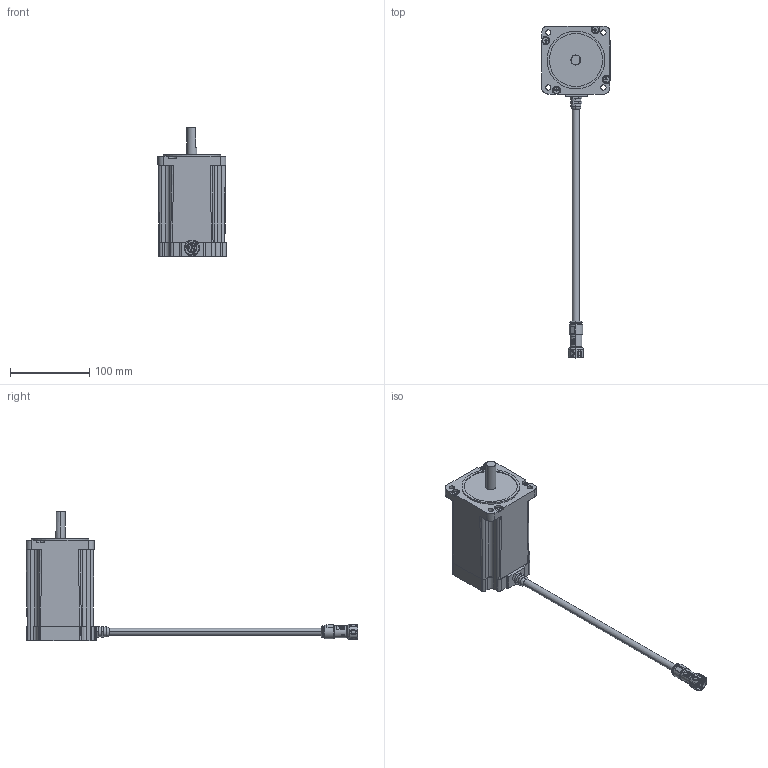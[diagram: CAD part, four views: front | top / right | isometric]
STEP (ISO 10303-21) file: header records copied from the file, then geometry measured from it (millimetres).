
FILE_DESCRIPTION (( 'STEP AP214' ), '1' );
FILE_NAME ('STP-MTRH-34127W.STEP', '2018-12-11T20:21:47', ( '' ), ( '' ), 'SwSTEP 2.0', 'SolidWorks 2017', '' );
FILE_SCHEMA (( 'AUTOMOTIVE_DESIGN' ));
Length unit declared in the file: inch
Products named in the file (1): STP-MTRH-34127W
Bounding box: 86.23 x 419.51 x 163.6 mm (x, y, z)
Volume: 854339.3 mm3; surface area: 73062 mm2
Topology: 3 solids, 3 shells, 840 faces, 2119 edges, 1363 vertices
Faces by surface type: plane 309, cylinder 234, bspline 228, torus 36, cone 31, sphere 2
Entity records: 50640 total; most frequent: CARTESIAN_POINT 20980, ORIENTED_EDGE 4224, DIRECTION 3304, EDGE_CURVE 2112, VERTEX_POINT 1362, AXIS2_PLACEMENT_3D 1165, VECTOR 974, LINE 974
